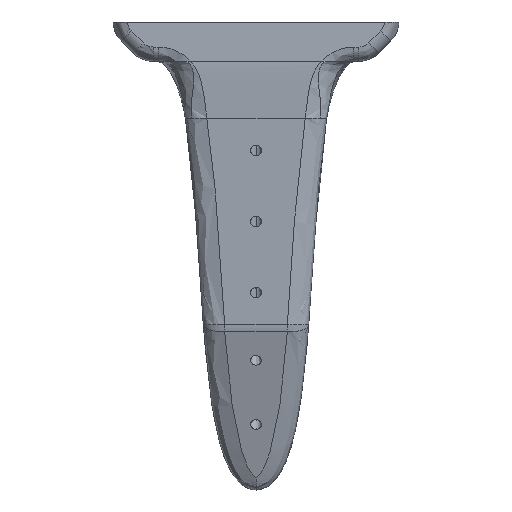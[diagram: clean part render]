
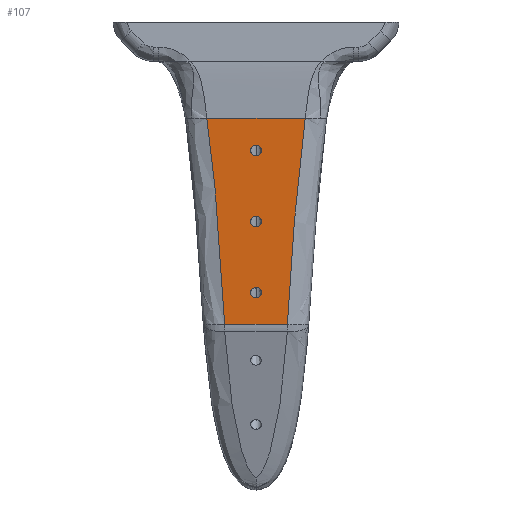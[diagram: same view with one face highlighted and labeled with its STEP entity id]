
A CAD part, front view. The second image highlights one B-rep face of the part: STEP entity #107.
In plain terms, the highlighted free-form (B-spline) face has degree [1, 1] with [2, 2] control points.
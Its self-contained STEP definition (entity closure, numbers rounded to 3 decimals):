
#16=FACE_BOUND('',#364,.T.);
#17=FACE_BOUND('',#365,.T.);
#18=FACE_BOUND('',#366,.T.);
#107=ADVANCED_FACE('',(#234,#16,#17,#18),#1882,.T.);
#234=FACE_OUTER_BOUND('',#363,.T.);
#363=EDGE_LOOP('',(#776,#777,#778,#779));
#364=EDGE_LOOP('',(#780,#781));
#365=EDGE_LOOP('',(#782,#783));
#366=EDGE_LOOP('',(#784,#785));
#776=ORIENTED_EDGE('',*,*,#1228,.F.);
#777=ORIENTED_EDGE('',*,*,#1229,.F.);
#778=ORIENTED_EDGE('',*,*,#1292,.F.);
#779=ORIENTED_EDGE('',*,*,#1290,.F.);
#780=ORIENTED_EDGE('',*,*,#1216,.T.);
#781=ORIENTED_EDGE('',*,*,#1344,.T.);
#782=ORIENTED_EDGE('',*,*,#1219,.T.);
#783=ORIENTED_EDGE('',*,*,#1347,.T.);
#784=ORIENTED_EDGE('',*,*,#1222,.T.);
#785=ORIENTED_EDGE('',*,*,#1350,.T.);
#1216=EDGE_CURVE('',#1776,#1839,#1610,.T.);
#1219=EDGE_CURVE('',#1778,#1841,#1612,.T.);
#1222=EDGE_CURVE('',#1780,#1843,#1614,.T.);
#1228=EDGE_CURVE('',#1784,#1820,#1438,.T.);
#1229=EDGE_CURVE('',#1785,#1784,#1439,.T.);
#1290=EDGE_CURVE('',#1820,#1821,#1490,.T.);
#1292=EDGE_CURVE('',#1821,#1785,#1492,.T.);
#1344=EDGE_CURVE('',#1839,#1776,#1652,.T.);
#1347=EDGE_CURVE('',#1841,#1778,#1655,.T.);
#1350=EDGE_CURVE('',#1843,#1780,#1658,.T.);
#1438=B_SPLINE_CURVE_WITH_KNOTS('',3,(#7066,#7067,#7068,#7069,#7070,#7071,
#7072,#7073,#7074,#7075,#7076,#7077,#7078,#7079,#7080,#7081,#7082,#7083,
#7084),.UNSPECIFIED.,.F.,.F.,(4,3,3,3,3,3,4),(-34.46,-25.849,
-17.24,-17.239,-8.633,-8.632,
-5.307),.UNSPECIFIED.);
#1439=B_SPLINE_CURVE_WITH_KNOTS('',1,(#7085,#7086),.UNSPECIFIED.,.F.,.F.,
(2,2),(-8.775,0.),.UNSPECIFIED.);
#1490=B_SPLINE_CURVE_WITH_KNOTS('',1,(#8452,#8453),.UNSPECIFIED.,.F.,.F.,
(2,2),(17.114,30.886),.UNSPECIFIED.);
#1492=B_SPLINE_CURVE_WITH_KNOTS('',3,(#8456,#8457,#8458,#8459,#8460,#8461,
#8462,#8463,#8464,#8465,#8466,#8467,#8468,#8469,#8470,#8471,#8472,#8473,
#8474),.UNSPECIFIED.,.F.,.F.,(4,3,3,3,3,3,4),(-29.153,-25.828,
-25.828,-17.221,-17.221,-8.611,0.),
 .UNSPECIFIED.);
#1610=(
BOUNDED_CURVE()
B_SPLINE_CURVE(2,(#7018,#7019,#7020,#7021,#7022),.UNSPECIFIED.,.F.,.F.)
B_SPLINE_CURVE_WITH_KNOTS((3,2,3),(-4.712,-3.534,
-2.356),.UNSPECIFIED.)
CURVE()
GEOMETRIC_REPRESENTATION_ITEM()
RATIONAL_B_SPLINE_CURVE((1.,0.707,1.,0.707,1.))
REPRESENTATION_ITEM('')
);
#1612=(
BOUNDED_CURVE()
B_SPLINE_CURVE(2,(#7030,#7031,#7032,#7033,#7034),.UNSPECIFIED.,.F.,.F.)
B_SPLINE_CURVE_WITH_KNOTS((3,2,3),(-4.712,-3.534,-2.356),
 .UNSPECIFIED.)
CURVE()
GEOMETRIC_REPRESENTATION_ITEM()
RATIONAL_B_SPLINE_CURVE((1.,0.707,1.,0.707,1.))
REPRESENTATION_ITEM('')
);
#1614=(
BOUNDED_CURVE()
B_SPLINE_CURVE(2,(#7042,#7043,#7044,#7045,#7046),.UNSPECIFIED.,.F.,.F.)
B_SPLINE_CURVE_WITH_KNOTS((3,2,3),(-4.712,-3.534,
-2.356),.UNSPECIFIED.)
CURVE()
GEOMETRIC_REPRESENTATION_ITEM()
RATIONAL_B_SPLINE_CURVE((1.,0.707,1.,0.707,1.))
REPRESENTATION_ITEM('')
);
#1652=(
BOUNDED_CURVE()
B_SPLINE_CURVE(2,(#9027,#9028,#9029,#9030,#9031),.UNSPECIFIED.,.F.,.F.)
B_SPLINE_CURVE_WITH_KNOTS((3,2,3),(-2.356,-1.178,
0.),.UNSPECIFIED.)
CURVE()
GEOMETRIC_REPRESENTATION_ITEM()
RATIONAL_B_SPLINE_CURVE((1.,0.707,1.,0.707,1.))
REPRESENTATION_ITEM('')
);
#1655=(
BOUNDED_CURVE()
B_SPLINE_CURVE(2,(#9039,#9040,#9041,#9042,#9043),.UNSPECIFIED.,.F.,.F.)
B_SPLINE_CURVE_WITH_KNOTS((3,2,3),(-2.356,-1.178,
0.),.UNSPECIFIED.)
CURVE()
GEOMETRIC_REPRESENTATION_ITEM()
RATIONAL_B_SPLINE_CURVE((1.,0.707,1.,0.707,1.))
REPRESENTATION_ITEM('')
);
#1658=(
BOUNDED_CURVE()
B_SPLINE_CURVE(2,(#9051,#9052,#9053,#9054,#9055),.UNSPECIFIED.,.F.,.F.)
B_SPLINE_CURVE_WITH_KNOTS((3,2,3),(-2.356,-1.178,
0.),.UNSPECIFIED.)
CURVE()
GEOMETRIC_REPRESENTATION_ITEM()
RATIONAL_B_SPLINE_CURVE((1.,0.707,1.,0.707,1.))
REPRESENTATION_ITEM('')
);
#1776=VERTEX_POINT('',#6002);
#1778=VERTEX_POINT('',#6004);
#1780=VERTEX_POINT('',#6006);
#1784=VERTEX_POINT('',#6010);
#1785=VERTEX_POINT('',#6011);
#1820=VERTEX_POINT('',#6046);
#1821=VERTEX_POINT('',#6047);
#1839=VERTEX_POINT('',#6065);
#1841=VERTEX_POINT('',#6067);
#1843=VERTEX_POINT('',#6069);
#1882=B_SPLINE_SURFACE_WITH_KNOTS('',1,1,((#2659,#2660),(#2661,#2662)),
 .UNSPECIFIED.,.F.,.F.,.F.,(2,2),(2,2),(-45.89,2.072),
(-25.224,44.764),.UNSPECIFIED.);
#2659=CARTESIAN_POINT('',(-71.197,2210.334,7.919));
#2660=CARTESIAN_POINT('',(-71.196,2214.937,-61.68));
#2661=CARTESIAN_POINT('',(-119.159,2210.336,7.919));
#2662=CARTESIAN_POINT('',(-119.158,2214.939,-61.68));
#6002=CARTESIAN_POINT('',(-93.086,2214.302,-52.07));
#6004=CARTESIAN_POINT('',(-93.087,2213.645,-42.126));
#6006=CARTESIAN_POINT('',(-93.087,2212.987,-32.182));
#6010=CARTESIAN_POINT('',(-97.474,2214.547,-55.771));
#6011=CARTESIAN_POINT('',(-88.699,2214.547,-55.771));
#6046=CARTESIAN_POINT('',(-99.972,2212.638,-26.898));
#6047=CARTESIAN_POINT('',(-86.201,2212.638,-26.898));
#6065=CARTESIAN_POINT('',(-93.086,2214.204,-50.579));
#6067=CARTESIAN_POINT('',(-93.087,2213.546,-40.634));
#6069=CARTESIAN_POINT('',(-93.087,2212.889,-30.69));
#7018=CARTESIAN_POINT('',(-93.086,2214.302,-52.07));
#7019=CARTESIAN_POINT('',(-93.836,2214.302,-52.07));
#7020=CARTESIAN_POINT('',(-93.836,2214.253,-51.324));
#7021=CARTESIAN_POINT('',(-93.836,2214.204,-50.579));
#7022=CARTESIAN_POINT('',(-93.086,2214.204,-50.579));
#7030=CARTESIAN_POINT('',(-93.087,2213.645,-42.126));
#7031=CARTESIAN_POINT('',(-93.837,2213.645,-42.126));
#7032=CARTESIAN_POINT('',(-93.837,2213.596,-41.38));
#7033=CARTESIAN_POINT('',(-93.837,2213.546,-40.634));
#7034=CARTESIAN_POINT('',(-93.087,2213.546,-40.634));
#7042=CARTESIAN_POINT('',(-93.087,2212.987,-32.182));
#7043=CARTESIAN_POINT('',(-93.837,2212.987,-32.182));
#7044=CARTESIAN_POINT('',(-93.837,2212.938,-31.436));
#7045=CARTESIAN_POINT('',(-93.837,2212.889,-30.69));
#7046=CARTESIAN_POINT('',(-93.087,2212.889,-30.69));
#7066=CARTESIAN_POINT('',(-97.474,2214.547,-55.771));
#7067=CARTESIAN_POINT('',(-97.69,2214.359,-52.925));
#7068=CARTESIAN_POINT('',(-97.871,2214.171,-50.076));
#7069=CARTESIAN_POINT('',(-98.056,2213.982,-47.227));
#7070=CARTESIAN_POINT('',(-98.241,2213.794,-44.379));
#7071=CARTESIAN_POINT('',(-98.429,2213.606,-41.531));
#7072=CARTESIAN_POINT('',(-98.656,2213.417,-38.687));
#7073=CARTESIAN_POINT('',(-98.656,2213.417,-38.686));
#7074=CARTESIAN_POINT('',(-98.656,2213.417,-38.686));
#7075=CARTESIAN_POINT('',(-98.656,2213.417,-38.686));
#7076=CARTESIAN_POINT('',(-98.883,2213.229,-35.842));
#7077=CARTESIAN_POINT('',(-99.146,2213.042,-33.002));
#7078=CARTESIAN_POINT('',(-99.506,2212.854,-30.171));
#7079=CARTESIAN_POINT('',(-99.506,2212.854,-30.171));
#7080=CARTESIAN_POINT('',(-99.506,2212.854,-30.171));
#7081=CARTESIAN_POINT('',(-99.506,2212.854,-30.171));
#7082=CARTESIAN_POINT('',(-99.645,2212.782,-29.078));
#7083=CARTESIAN_POINT('',(-99.798,2212.71,-27.987));
#7084=CARTESIAN_POINT('',(-99.972,2212.638,-26.898));
#7085=CARTESIAN_POINT('',(-88.699,2214.547,-55.771));
#7086=CARTESIAN_POINT('',(-97.474,2214.547,-55.771));
#8452=CARTESIAN_POINT('',(-99.972,2212.638,-26.898));
#8453=CARTESIAN_POINT('',(-86.201,2212.638,-26.898));
#8456=CARTESIAN_POINT('',(-86.201,2212.638,-26.898));
#8457=CARTESIAN_POINT('',(-86.375,2212.71,-27.987));
#8458=CARTESIAN_POINT('',(-86.529,2212.782,-29.078));
#8459=CARTESIAN_POINT('',(-86.667,2212.854,-30.171));
#8460=CARTESIAN_POINT('',(-86.667,2212.854,-30.171));
#8461=CARTESIAN_POINT('',(-86.667,2212.854,-30.171));
#8462=CARTESIAN_POINT('',(-86.667,2212.854,-30.171));
#8463=CARTESIAN_POINT('',(-87.027,2213.041,-33.001));
#8464=CARTESIAN_POINT('',(-87.291,2213.229,-35.842));
#8465=CARTESIAN_POINT('',(-87.517,2213.417,-38.686));
#8466=CARTESIAN_POINT('',(-87.517,2213.417,-38.686));
#8467=CARTESIAN_POINT('',(-87.517,2213.417,-38.686));
#8468=CARTESIAN_POINT('',(-87.517,2213.417,-38.686));
#8469=CARTESIAN_POINT('',(-87.744,2213.605,-41.53));
#8470=CARTESIAN_POINT('',(-87.932,2213.794,-44.379));
#8471=CARTESIAN_POINT('',(-88.117,2213.982,-47.227));
#8472=CARTESIAN_POINT('',(-88.302,2214.17,-50.076));
#8473=CARTESIAN_POINT('',(-88.483,2214.359,-52.925));
#8474=CARTESIAN_POINT('',(-88.699,2214.547,-55.771));
#9027=CARTESIAN_POINT('',(-93.086,2214.204,-50.579));
#9028=CARTESIAN_POINT('',(-92.336,2214.204,-50.579));
#9029=CARTESIAN_POINT('',(-92.336,2214.253,-51.324));
#9030=CARTESIAN_POINT('',(-92.336,2214.302,-52.07));
#9031=CARTESIAN_POINT('',(-93.086,2214.302,-52.07));
#9039=CARTESIAN_POINT('',(-93.087,2213.546,-40.634));
#9040=CARTESIAN_POINT('',(-92.337,2213.546,-40.634));
#9041=CARTESIAN_POINT('',(-92.337,2213.595,-41.38));
#9042=CARTESIAN_POINT('',(-92.337,2213.645,-42.126));
#9043=CARTESIAN_POINT('',(-93.087,2213.645,-42.126));
#9051=CARTESIAN_POINT('',(-93.087,2212.889,-30.69));
#9052=CARTESIAN_POINT('',(-92.337,2212.888,-30.69));
#9053=CARTESIAN_POINT('',(-92.337,2212.938,-31.436));
#9054=CARTESIAN_POINT('',(-92.337,2212.987,-32.182));
#9055=CARTESIAN_POINT('',(-93.087,2212.987,-32.182));
